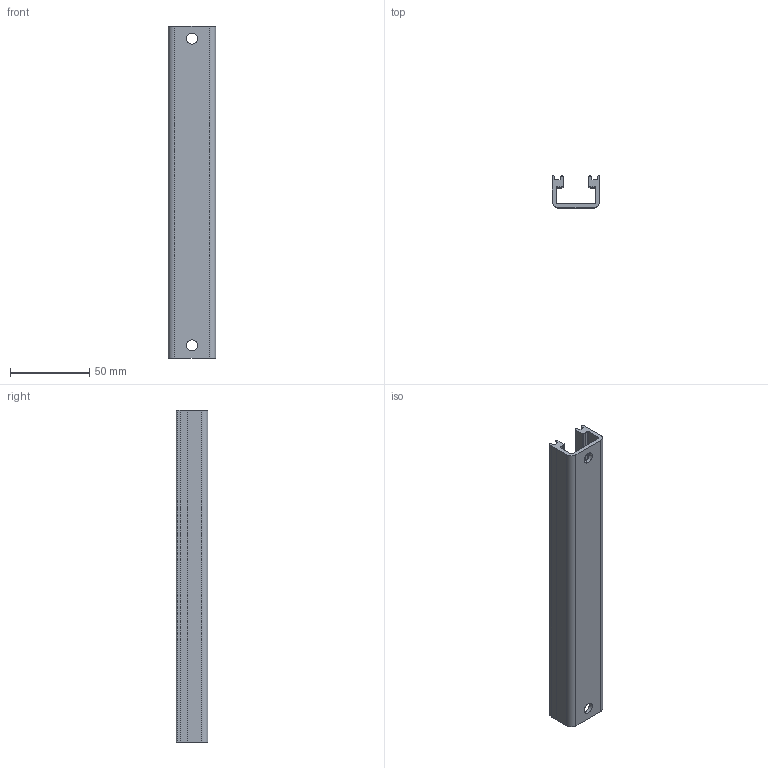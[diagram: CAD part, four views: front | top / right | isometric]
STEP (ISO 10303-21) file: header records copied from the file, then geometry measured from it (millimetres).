
FILE_DESCRIPTION((''),'2;1');
FILE_NAME('4332_0059_DUMMY','2017-08-15T',('SEERHAA1'),(''),'CREO PARAMETRIC BY PTC INC, 2016130','CREO PARAMETRIC BY PTC INC, 2016130','');
FILE_SCHEMA(('CONFIG_CONTROL_DESIGN'));
Length unit declared in the file: millimetre
Products named in the file (1): 4332_0059_DUMMY
Bounding box: 30 x 20 x 209 mm (x, y, z)
Volume: 41681.8 mm3; surface area: 32925.2 mm2
Topology: 1 solids, 1 shells, 49 faces, 141 edges, 94 vertices
Faces by surface type: cylinder 26, plane 23
Entity records: 1673 total; most frequent: DIRECTION 291, CARTESIAN_POINT 284, ORIENTED_EDGE 282, EDGE_CURVE 141, AXIS2_PLACEMENT_3D 101, VERTEX_POINT 94, VECTOR 89, LINE 89
